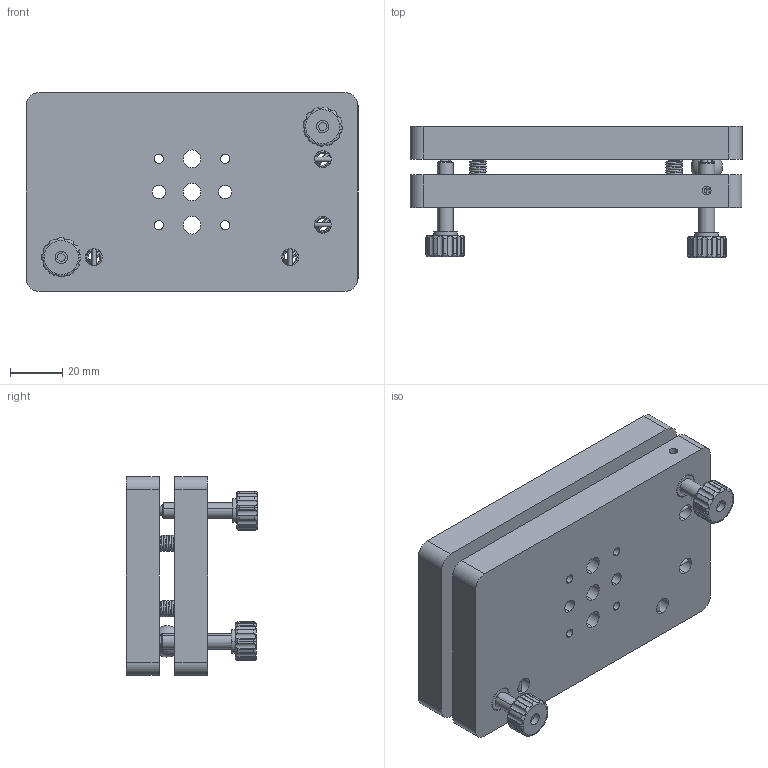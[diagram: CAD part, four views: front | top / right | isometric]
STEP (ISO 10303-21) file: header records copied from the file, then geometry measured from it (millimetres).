
FILE_DESCRIPTION (( 'STEP AP203' ), '1' );
FILE_NAME ('05OTP-1.STEP', '2016-04-20T06:29:17', ( '' ), ( '' ), 'SwSTEP 2.0', 'SolidWorks 2016', '' );
FILE_SCHEMA (( 'CONFIG_CONTROL_DESIGN' ));
Length unit declared in the file: millimetre
Products named in the file (1): 05OTP-1
Bounding box: 127 x 50.13 x 76 mm (x, y, z)
Volume: 231022.3 mm3; surface area: 63959.2 mm2
Topology: 28 solids, 28 shells, 584 faces, 1555 edges, 997 vertices
Faces by surface type: cylinder 329, plane 127, bspline 48, cone 32, sphere 24, torus 24
Entity records: 33161 total; most frequent: CARTESIAN_POINT 19247, ORIENTED_EDGE 2980, DIRECTION 2732, EDGE_CURVE 1490, AXIS2_PLACEMENT_3D 1101, VERTEX_POINT 968, EDGE_LOOP 712, FACE_OUTER_BOUND 584
